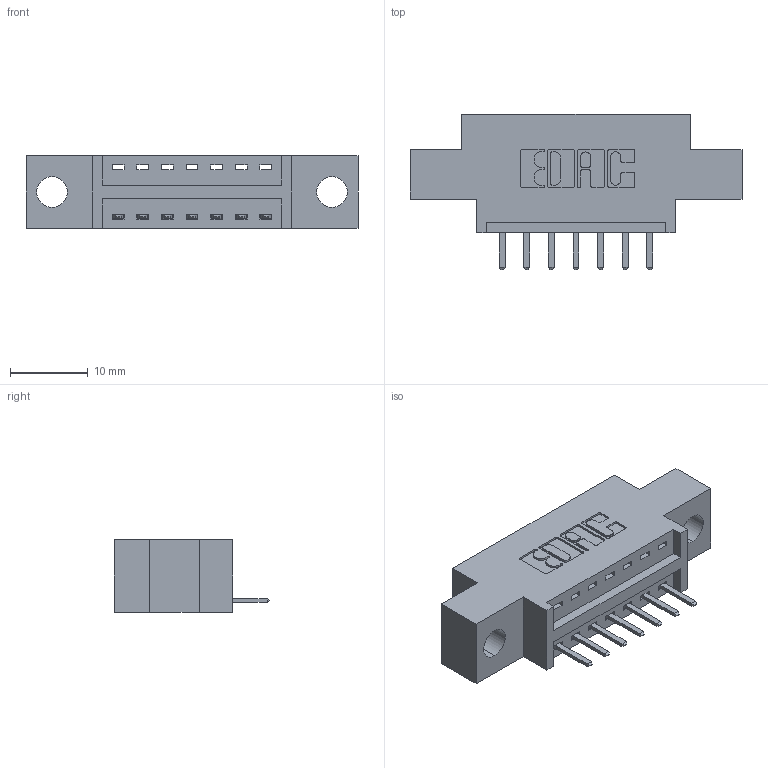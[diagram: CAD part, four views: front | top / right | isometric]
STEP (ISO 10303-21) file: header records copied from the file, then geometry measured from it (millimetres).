
FILE_DESCRIPTION (( 'STEP AP203' ), '1' );
FILE_NAME ('346-007-520-604.STEP', '2018-08-17T03:39:19', ( '' ), ( '' ), 'SwSTEP 2.0', 'SolidWorks 2016', '' );
FILE_SCHEMA (( 'CONFIG_CONTROL_DESIGN' ));
Length unit declared in the file: inch
Products named in the file (3): 346 Part_0.170 Offset - 0.156 Dia-TH; 345-292-001_345-293-120; 346-007-520-604
Assembly tree (8 placements, depth 2):
  346-007-520-604
    346 Part_0.170 Offset - 0.156 Dia-TH
    345-292-001_345-293-120  x7
Bounding box: 42.8 x 20.02 x 9.4 mm (x, y, z)
Volume: 3593.1 mm3; surface area: 4011.3 mm2
Topology: 8 solids, 8 shells, 560 faces, 1629 edges, 1066 vertices
Faces by surface type: plane 374, cylinder 186
Entity records: 9305 total; most frequent: CARTESIAN_POINT 1625, ORIENTED_EDGE 1554, DIRECTION 1463, EDGE_CURVE 777, VECTOR 613, LINE 613, VERTEX_POINT 514, AXIS2_PLACEMENT_3D 425
